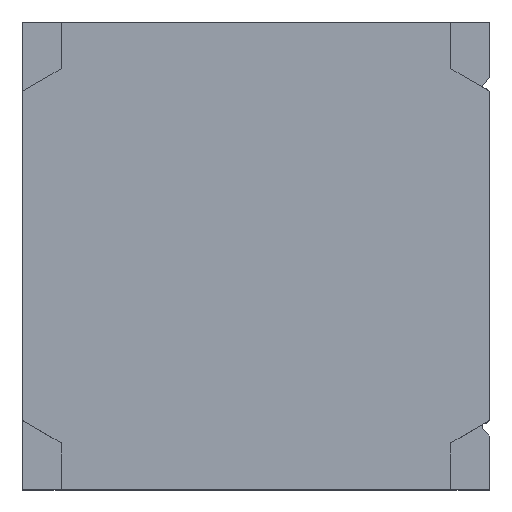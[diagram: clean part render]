
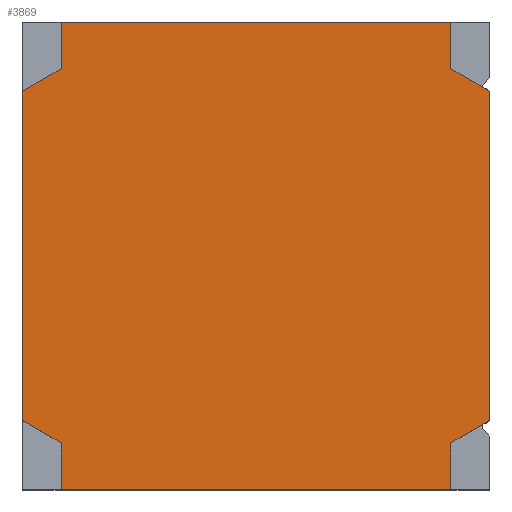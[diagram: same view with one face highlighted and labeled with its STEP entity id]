
A CAD part, top view. The second image highlights one B-rep face of the part: STEP entity #3869.
In plain terms, the highlighted planar face has unit normal (0, 0, 1).
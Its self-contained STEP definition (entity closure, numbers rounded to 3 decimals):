
#3495 = VERTEX_POINT('',#3496);
#3496 = CARTESIAN_POINT('',(1.25,-1.5,0.75));
#3502 = EDGE_CURVE('',#3495,#3503,#3505,.T.);
#3503 = VERTEX_POINT('',#3504);
#3504 = CARTESIAN_POINT('',(-1.25,-1.5,0.75));
#3505 = LINE('',#3506,#3507);
#3506 = CARTESIAN_POINT('',(-1.25,-1.5,0.75));
#3507 = VECTOR('',#3508,1.);
#3508 = DIRECTION('',(-1.,0.,0.));
#3526 = VERTEX_POINT('',#3527);
#3527 = CARTESIAN_POINT('',(1.25,-1.2,0.75));
#3533 = EDGE_CURVE('',#3526,#3495,#3534,.T.);
#3534 = LINE('',#3535,#3536);
#3535 = CARTESIAN_POINT('',(1.25,-1.5,0.75));
#3536 = VECTOR('',#3537,1.);
#3537 = DIRECTION('',(0.,-1.,0.));
#3550 = EDGE_CURVE('',#3503,#3551,#3553,.T.);
#3551 = VERTEX_POINT('',#3552);
#3552 = CARTESIAN_POINT('',(-1.25,-1.2,0.75));
#3553 = LINE('',#3554,#3555);
#3554 = CARTESIAN_POINT('',(-1.25,-1.5,0.75));
#3555 = VECTOR('',#3556,1.);
#3556 = DIRECTION('',(0.,1.,0.));
#3574 = VERTEX_POINT('',#3575);
#3575 = CARTESIAN_POINT('',(1.5,-1.056,0.75));
#3581 = EDGE_CURVE('',#3574,#3526,#3582,.T.);
#3582 = LINE('',#3583,#3584);
#3583 = CARTESIAN_POINT('',(1.25,-1.2,0.75));
#3584 = VECTOR('',#3585,1.);
#3585 = DIRECTION('',(-0.866,-0.5,0.));
#3598 = EDGE_CURVE('',#3551,#3599,#3601,.T.);
#3599 = VERTEX_POINT('',#3600);
#3600 = CARTESIAN_POINT('',(-1.5,-1.056,0.75));
#3601 = LINE('',#3602,#3603);
#3602 = CARTESIAN_POINT('',(-1.25,-1.2,0.75));
#3603 = VECTOR('',#3604,1.);
#3604 = DIRECTION('',(-0.866,0.5,0.));
#3622 = VERTEX_POINT('',#3623);
#3623 = CARTESIAN_POINT('',(1.5,1.056,0.75));
#3629 = EDGE_CURVE('',#3622,#3574,#3630,.T.);
#3630 = LINE('',#3631,#3632);
#3631 = CARTESIAN_POINT('',(1.5,-1.056,0.75));
#3632 = VECTOR('',#3633,1.);
#3633 = DIRECTION('',(0.,-1.,0.));
#3646 = EDGE_CURVE('',#3599,#3647,#3649,.T.);
#3647 = VERTEX_POINT('',#3648);
#3648 = CARTESIAN_POINT('',(-1.5,1.056,0.75));
#3649 = LINE('',#3650,#3651);
#3650 = CARTESIAN_POINT('',(-1.5,1.056,0.75));
#3651 = VECTOR('',#3652,1.);
#3652 = DIRECTION('',(0.,1.,0.));
#3670 = VERTEX_POINT('',#3671);
#3671 = CARTESIAN_POINT('',(1.25,1.2,0.75));
#3677 = EDGE_CURVE('',#3670,#3622,#3678,.T.);
#3678 = LINE('',#3679,#3680);
#3679 = CARTESIAN_POINT('',(1.25,1.2,0.75));
#3680 = VECTOR('',#3681,1.);
#3681 = DIRECTION('',(0.866,-0.5,0.));
#3694 = EDGE_CURVE('',#3647,#3695,#3697,.T.);
#3695 = VERTEX_POINT('',#3696);
#3696 = CARTESIAN_POINT('',(-1.25,1.2,0.75));
#3697 = LINE('',#3698,#3699);
#3698 = CARTESIAN_POINT('',(-1.25,1.2,0.75));
#3699 = VECTOR('',#3700,1.);
#3700 = DIRECTION('',(0.866,0.5,0.));
#3718 = VERTEX_POINT('',#3719);
#3719 = CARTESIAN_POINT('',(1.25,1.5,0.75));
#3725 = EDGE_CURVE('',#3718,#3670,#3726,.T.);
#3726 = LINE('',#3727,#3728);
#3727 = CARTESIAN_POINT('',(1.25,1.5,0.75));
#3728 = VECTOR('',#3729,1.);
#3729 = DIRECTION('',(0.,-1.,0.));
#3742 = EDGE_CURVE('',#3695,#3743,#3745,.T.);
#3743 = VERTEX_POINT('',#3744);
#3744 = CARTESIAN_POINT('',(-1.25,1.5,0.75));
#3745 = LINE('',#3746,#3747);
#3746 = CARTESIAN_POINT('',(-1.25,1.5,0.75));
#3747 = VECTOR('',#3748,1.);
#3748 = DIRECTION('',(0.,1.,0.));
#3766 = EDGE_CURVE('',#3743,#3718,#3767,.T.);
#3767 = LINE('',#3768,#3769);
#3768 = CARTESIAN_POINT('',(1.25,1.5,0.75));
#3769 = VECTOR('',#3770,1.);
#3770 = DIRECTION('',(1.,0.,0.));
#3869 = ADVANCED_FACE('',(#3870),#3884,.F.);
#3870 = FACE_BOUND('',#3871,.T.);
#3871 = EDGE_LOOP('',(#3872,#3873,#3874,#3875,#3876,#3877,#3878,#3879,
    #3880,#3881,#3882,#3883));
#3872 = ORIENTED_EDGE('',*,*,#3502,.F.);
#3873 = ORIENTED_EDGE('',*,*,#3533,.F.);
#3874 = ORIENTED_EDGE('',*,*,#3581,.F.);
#3875 = ORIENTED_EDGE('',*,*,#3629,.F.);
#3876 = ORIENTED_EDGE('',*,*,#3677,.F.);
#3877 = ORIENTED_EDGE('',*,*,#3725,.F.);
#3878 = ORIENTED_EDGE('',*,*,#3766,.F.);
#3879 = ORIENTED_EDGE('',*,*,#3742,.F.);
#3880 = ORIENTED_EDGE('',*,*,#3694,.F.);
#3881 = ORIENTED_EDGE('',*,*,#3646,.F.);
#3882 = ORIENTED_EDGE('',*,*,#3598,.F.);
#3883 = ORIENTED_EDGE('',*,*,#3550,.F.);
#3884 = PLANE('',#3885);
#3885 = AXIS2_PLACEMENT_3D('',#3886,#3887,#3888);
#3886 = CARTESIAN_POINT('',(0.,0.,0.75));
#3887 = DIRECTION('',(0.,0.,-1.));
#3888 = DIRECTION('',(-1.,0.,0.));
